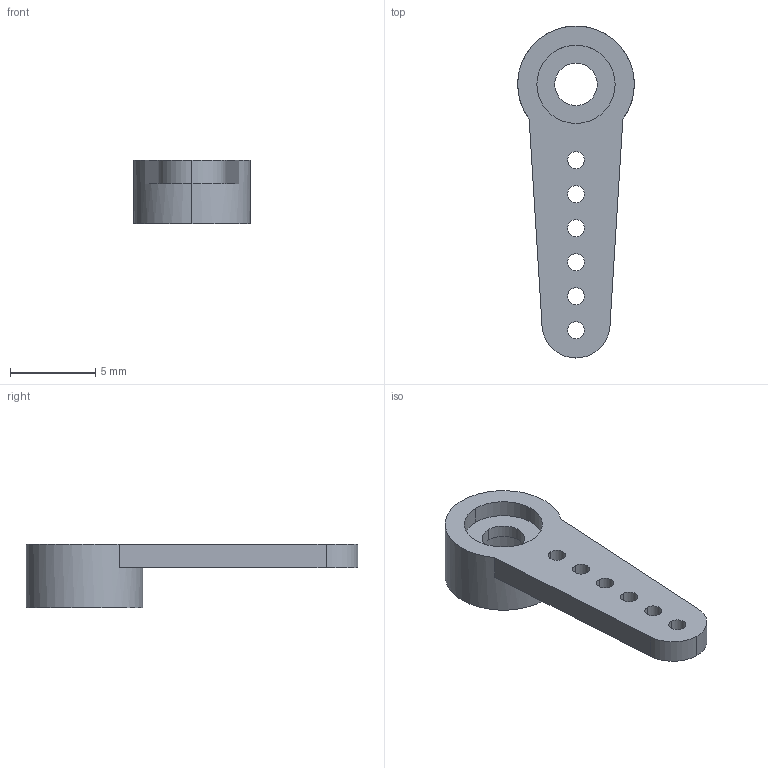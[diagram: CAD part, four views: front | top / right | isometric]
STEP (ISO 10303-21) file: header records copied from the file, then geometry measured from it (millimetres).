
FILE_DESCRIPTION(('STEP AP214'),'1');
FILE_NAME('SG90 arm single.stp','2018-06-01T15:20:08',(' '),(' '),'Spatial InterOp 3D',' ',' ');
FILE_SCHEMA(('automotive_design'));
Length unit declared in the file: millimetre
Products named in the file (3): 9g servo arm; servo arm single; SG90 arm single
Assembly tree (2 placements, depth 3):
  SG90 arm single
    9g servo arm
      servo arm single
Bounding box: 6.85 x 19.5 x 3.75 mm (x, y, z)
Volume: 158 mm3; surface area: 361.4 mm2
Topology: 1 solids, 1 shells, 29 faces, 75 edges, 50 vertices
Faces by surface type: cylinder 22, plane 7
Entity records: 1256 total; most frequent: DIRECTION 187, CARTESIAN_POINT 158, ORIENTED_EDGE 150, AXIS2_PLACEMENT_3D 79, EDGE_CURVE 75, VERTEX_POINT 50, CIRCLE 46, EDGE_LOOP 45
